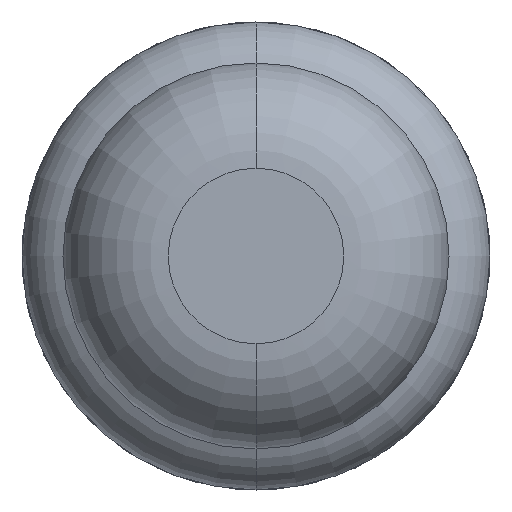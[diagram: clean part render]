
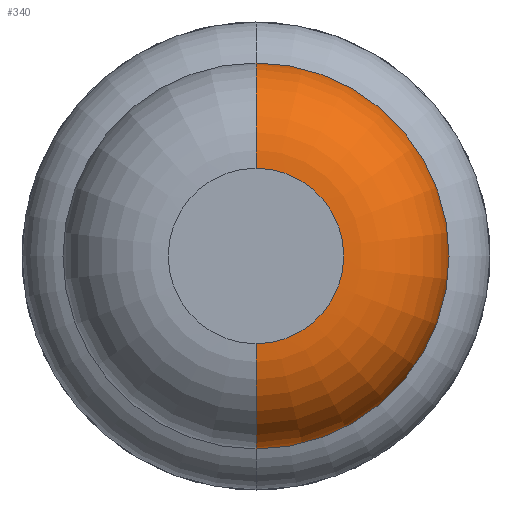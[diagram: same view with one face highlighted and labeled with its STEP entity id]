
A CAD part, front view. The second image highlights one B-rep face of the part: STEP entity #340.
In plain terms, the highlighted toroidal (fillet/blend) face has major radius 0.375 mm and minor radius 0.45 mm.
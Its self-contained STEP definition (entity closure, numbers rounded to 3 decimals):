
#31 = AXIS2_PLACEMENT_3D ( 'NONE', #494, #3113, #1731 ) ;
#231 = DIRECTION ( 'NONE',  ( 0., 0., 1. ) ) ;
#269 = AXIS2_PLACEMENT_3D ( 'NONE', #3641, #1453, #231 ) ;
#297 = VERTEX_POINT ( 'NONE', #3221 ) ;
#340 = ADVANCED_FACE ( 'Defeature ausgef�hrt1_6', ( #1431 ), #2190, .T. ) ;
#457 = CIRCLE ( 'NONE', #785, 0.825 ) ;
#494 = CARTESIAN_POINT ( 'NONE',  ( 0., -27.4, 0. ) ) ;
#590 = EDGE_CURVE ( 'NONE', #2774, #2360, #1382, .T. ) ;
#785 = AXIS2_PLACEMENT_3D ( 'NONE', #2236, #968, #2216 ) ;
#900 = DIRECTION ( 'NONE',  ( 0., 0., -1. ) ) ;
#968 = DIRECTION ( 'NONE',  ( 0., 1., 0. ) ) ;
#976 = DIRECTION ( 'NONE',  ( -1., 0., 0. ) ) ;
#1305 = EDGE_LOOP ( 'NONE', ( #1823, #3215, #2672, #3729 ) ) ;
#1382 = CIRCLE ( 'NONE', #3409, 0.45 ) ;
#1431 = FACE_OUTER_BOUND ( 'NONE', #1305, .T. ) ;
#1453 = DIRECTION ( 'NONE',  ( 0., 1., 0. ) ) ;
#1690 = AXIS2_PLACEMENT_3D ( 'NONE', #3669, #3927, #900 ) ;
#1731 = DIRECTION ( 'NONE',  ( 0., 0., 1. ) ) ;
#1823 = ORIENTED_EDGE ( 'NONE', *, *, #3112, .T. ) ;
#2190 = TOROIDAL_SURFACE ( 'NONE', #269, 0.375, 0.45 ) ;
#2210 = EDGE_CURVE ( 'NONE', #297, #3676, #2622, .T. ) ;
#2216 = DIRECTION ( 'NONE',  ( 0., 0., 1. ) ) ;
#2236 = CARTESIAN_POINT ( 'NONE',  ( 0., -26.95, 0. ) ) ;
#2360 = VERTEX_POINT ( 'NONE', #2791 ) ;
#2455 = CARTESIAN_POINT ( 'NONE',  ( 0., -26.95, -0.825 ) ) ;
#2622 = CIRCLE ( 'NONE', #1690, 0.45 ) ;
#2672 = ORIENTED_EDGE ( 'NONE', *, *, #2925, .F. ) ;
#2774 = VERTEX_POINT ( 'NONE', #3938 ) ;
#2791 = CARTESIAN_POINT ( 'NONE',  ( 0., -26.95, 0.825 ) ) ;
#2818 = CARTESIAN_POINT ( 'NONE',  ( 0., -26.95, 0.375 ) ) ;
#2925 = EDGE_CURVE ( 'Defeature ausgef�hrt1_7+Defeature ausgef�hrt1_6+Defeature ausgef�hrt1_6+Defeature ausgef�hrt1_6', #2360, #3676, #457, .T. ) ;
#3112 = EDGE_CURVE ( 'Defeature ausgef�hrt1_6+Defeature ausgef�hrt1_5+Defeature ausgef�hrt1_5+Defeature ausgef�hrt1_5', #2774, #297, #3231, .T. ) ;
#3113 = DIRECTION ( 'NONE',  ( 0., 1., 0. ) ) ;
#3215 = ORIENTED_EDGE ( 'NONE', *, *, #2210, .T. ) ;
#3221 = CARTESIAN_POINT ( 'NONE',  ( 0., -27.4, -0.375 ) ) ;
#3231 = CIRCLE ( 'NONE', #31, 0.375 ) ;
#3409 = AXIS2_PLACEMENT_3D ( 'NONE', #2818, #976, #3823 ) ;
#3641 = CARTESIAN_POINT ( 'NONE',  ( 0., -26.95, 0. ) ) ;
#3669 = CARTESIAN_POINT ( 'NONE',  ( 0., -26.95, -0.375 ) ) ;
#3676 = VERTEX_POINT ( 'NONE', #2455 ) ;
#3729 = ORIENTED_EDGE ( 'NONE', *, *, #590, .F. ) ;
#3823 = DIRECTION ( 'NONE',  ( 0., 0., 1. ) ) ;
#3927 = DIRECTION ( 'NONE',  ( 1., 0., 0. ) ) ;
#3938 = CARTESIAN_POINT ( 'NONE',  ( 0., -27.4, 0.375 ) ) ;
